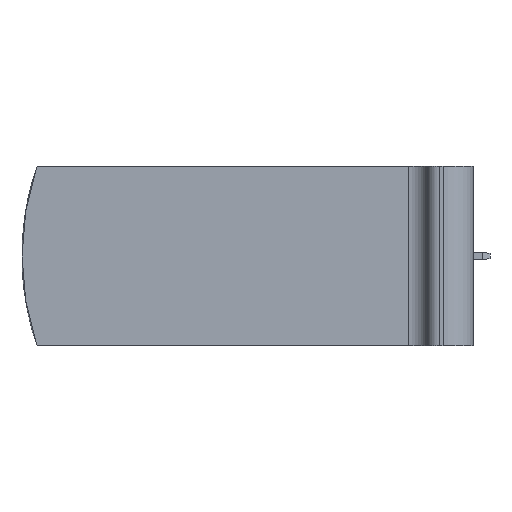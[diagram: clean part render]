
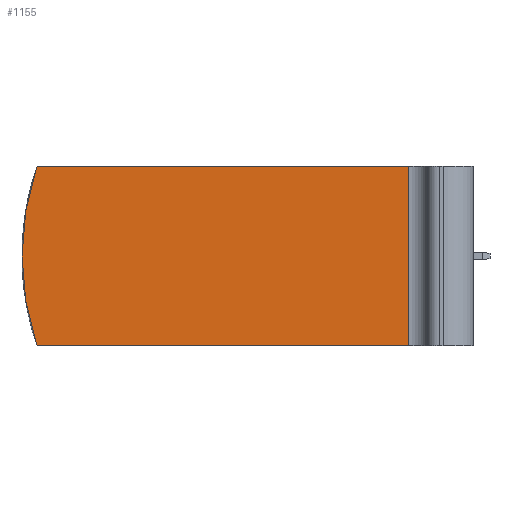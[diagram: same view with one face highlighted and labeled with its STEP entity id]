
A CAD part, left-side view. The second image highlights one B-rep face of the part: STEP entity #1155.
In plain terms, the highlighted planar face has unit normal (-1, 0, 0).
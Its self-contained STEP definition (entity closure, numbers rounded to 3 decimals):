
#45=PLANE('',#1260);
#157=LINE('',#1882,#273);
#167=LINE('',#1917,#283);
#168=LINE('',#1919,#284);
#273=VECTOR('',#1474,1000.);
#283=VECTOR('',#1502,1000.);
#284=VECTOR('',#1505,1000.);
#441=ORIENTED_EDGE('',*,*,#628,.F.);
#442=ORIENTED_EDGE('',*,*,#736,.F.);
#443=ORIENTED_EDGE('',*,*,#737,.F.);
#444=ORIENTED_EDGE('',*,*,#718,.F.);
#628=EDGE_CURVE('',#786,#787,#893,.T.);
#718=EDGE_CURVE('',#787,#851,#157,.T.);
#736=EDGE_CURVE('',#866,#786,#167,.T.);
#737=EDGE_CURVE('',#851,#866,#168,.T.);
#786=VERTEX_POINT('',#1681);
#787=VERTEX_POINT('',#1683);
#851=VERTEX_POINT('',#1883);
#866=VERTEX_POINT('',#1916);
#893=CIRCLE('',#1223,18.);
#958=EDGE_LOOP('',(#441,#442,#443,#444));
#1050=FACE_BOUND('',#958,.T.);
#1155=ADVANCED_FACE('',(#1050),#45,.F.);
#1223=AXIS2_PLACEMENT_3D('',#1682,#1340,#1341);
#1260=AXIS2_PLACEMENT_3D('',#1918,#1503,#1504);
#1340=DIRECTION('',(1.,0.,0.));
#1341=DIRECTION('',(0.,0.,-1.));
#1474=DIRECTION('',(0.,-1.,0.));
#1502=DIRECTION('',(0.,1.,0.));
#1503=DIRECTION('',(1.,0.,0.));
#1504=DIRECTION('',(0.,0.,-1.));
#1505=DIRECTION('',(0.,0.,-1.));
#1681=CARTESIAN_POINT('',(-66.5,22.923,-5.85));
#1682=CARTESIAN_POINT('',(-66.5,5.9,0.));
#1683=CARTESIAN_POINT('',(-66.5,22.923,5.85));
#1882=CARTESIAN_POINT('',(-66.5,22.923,5.85));
#1883=CARTESIAN_POINT('',(-66.5,-1.25,5.85));
#1916=CARTESIAN_POINT('',(-66.5,-1.25,-5.85));
#1917=CARTESIAN_POINT('',(-66.5,0.,-5.85));
#1918=CARTESIAN_POINT('',(-66.5,5.9,0.));
#1919=CARTESIAN_POINT('',(-66.5,-1.25,5.85));
